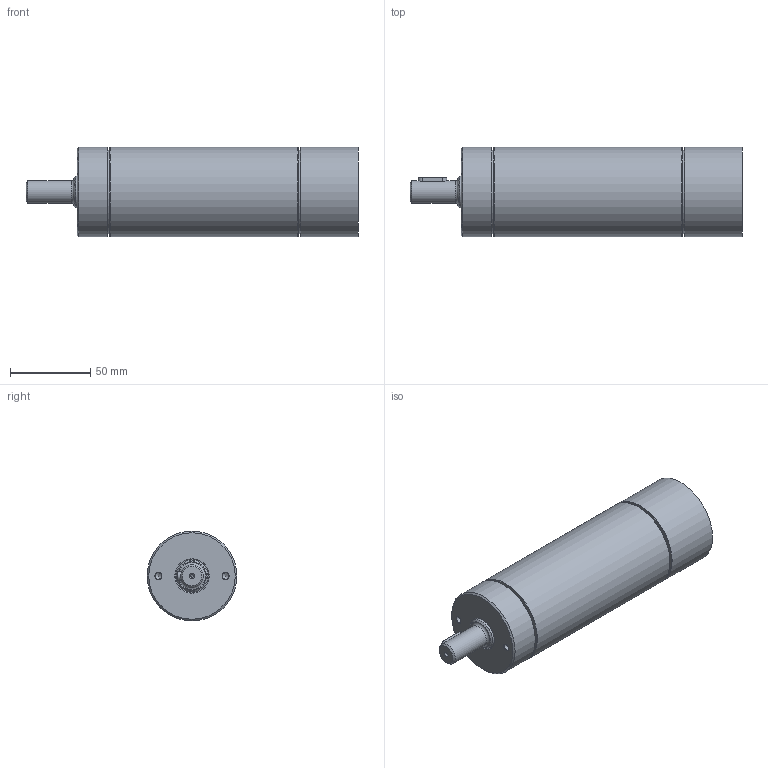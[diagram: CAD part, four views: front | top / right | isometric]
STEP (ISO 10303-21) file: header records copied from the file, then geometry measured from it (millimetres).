
FILE_DESCRIPTION((''),'2;1');
FILE_NAME('MRD 55-5000_60033257.stp','2013-07-16T15:09:55',('tpeskos'),(''),'Autodesk Inventor 2013','Autodesk Inventor 2013','');
FILE_SCHEMA(('AUTOMOTIVE_DESIGN { 1 0 10303 214 1 1 1 1 }'));
Length unit declared in the file: millimetre
Products named in the file (1): stp-Dummy MRD 55-650 500 400 300 250_175,4mm
Bounding box: 207.3 x 56 x 56 mm (x, y, z)
Volume: 430207.3 mm3; surface area: 40626.9 mm2
Topology: 1 solids, 1 shells, 76 faces, 171 edges, 107 vertices
Faces by surface type: plane 32, cone 20, cylinder 16, bspline 7, torus 1
Full cylindrical faces by diameter (mm): 1.6 x1, 4 x2, 11.445 x2, 14 x1, 14.95 x1, 19.95 x1, 21 x1, 52 x2, 56 x3
Entity records: 1975 total; most frequent: CARTESIAN_POINT 455, DIRECTION 296, ORIENTED_EDGE 258, EDGE_CURVE 129, EDGE_LOOP 122, AXIS2_PLACEMENT_3D 115, VERTEX_POINT 101, FACE_OUTER_BOUND 76
